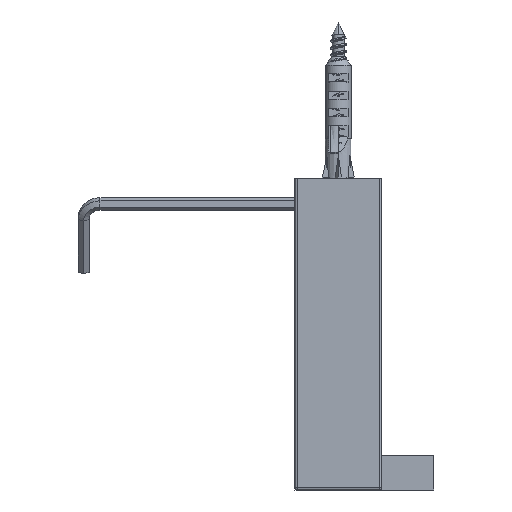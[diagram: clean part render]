
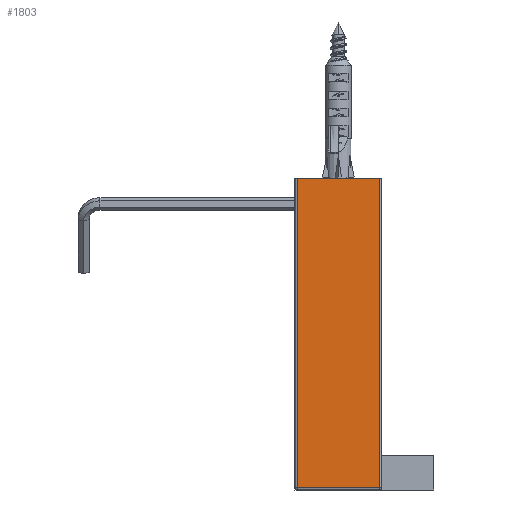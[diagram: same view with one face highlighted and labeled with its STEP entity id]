
A CAD part, left-side view. The second image highlights one B-rep face of the part: STEP entity #1803.
In plain terms, the highlighted planar face has unit normal (-1, 0, 0).
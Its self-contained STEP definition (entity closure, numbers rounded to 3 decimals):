
#77=DIRECTION('',(0.,1.,0.));
#78=VECTOR('',#77,19.);
#79=CARTESIAN_POINT('',(0.,-9.5,72.));
#80=LINE('',#79,#78);
#669=DIRECTION('',(0.,0.,1.));
#670=VECTOR('',#669,71.5);
#671=CARTESIAN_POINT('',(0.,9.5,0.5));
#672=LINE('',#671,#670);
#673=DIRECTION('',(0.,0.,-1.));
#674=VECTOR('',#673,71.5);
#675=CARTESIAN_POINT('',(0.,-9.5,72.));
#676=LINE('',#675,#674);
#677=DIRECTION('',(0.,-1.,0.));
#678=VECTOR('',#677,19.);
#679=CARTESIAN_POINT('',(0.,9.5,0.5));
#680=LINE('',#679,#678);
#847=CARTESIAN_POINT('',(0.,9.5,72.));
#849=VERTEX_POINT('',#847);
#850=CARTESIAN_POINT('',(0.,9.5,0.5));
#851=VERTEX_POINT('',#850);
#854=CARTESIAN_POINT('',(0.,-9.5,72.));
#855=CARTESIAN_POINT('',(0.,-9.5,0.5));
#856=VERTEX_POINT('',#854);
#857=VERTEX_POINT('',#855);
#1790=CARTESIAN_POINT('',(0.,-10.,0.));
#1791=DIRECTION('',(-1.,0.,0.));
#1792=DIRECTION('',(0.,0.,1.));
#1793=AXIS2_PLACEMENT_3D('',#1790,#1791,#1792);
#1794=PLANE('',#1793);
#1795=ORIENTED_EDGE('',*,*,#1782,.T.);
#1796=ORIENTED_EDGE('',*,*,#962,.F.);
#1798=ORIENTED_EDGE('',*,*,#1797,.T.);
#1800=ORIENTED_EDGE('',*,*,#1799,.F.);
#1801=EDGE_LOOP('',(#1795,#1796,#1798,#1800));
#1802=FACE_OUTER_BOUND('',#1801,.F.);
#962=EDGE_CURVE('',#856,#849,#80,.T.);
#1782=EDGE_CURVE('',#851,#849,#672,.T.);
#1797=EDGE_CURVE('',#856,#857,#676,.T.);
#1799=EDGE_CURVE('',#851,#857,#680,.T.);
#1803=ADVANCED_FACE('',(#1802),#1794,.T.);
